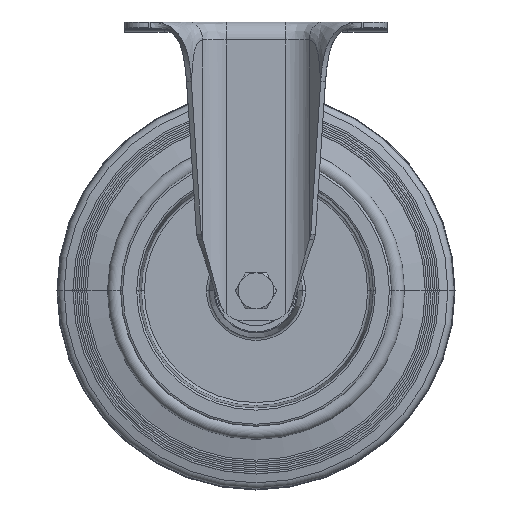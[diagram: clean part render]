
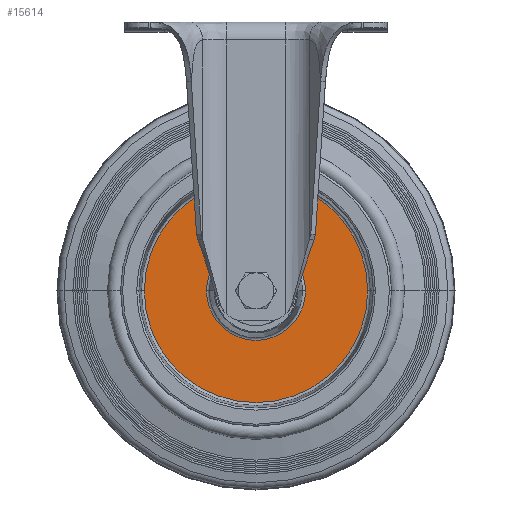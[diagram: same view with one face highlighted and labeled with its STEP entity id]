
A CAD part, top view. The second image highlights one B-rep face of the part: STEP entity #15614.
In plain terms, the highlighted planar face has unit normal (0, 0, 1).
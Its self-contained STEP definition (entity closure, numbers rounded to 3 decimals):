
#1332 = CARTESIAN_POINT ( 'NONE',  ( 0., -135., 4. ) ) ;
#1950 = VERTEX_POINT ( 'NONE', #3154 ) ;
#2181 = CIRCLE ( 'NONE', #22549, 56.108 ) ;
#2308 = CARTESIAN_POINT ( 'NONE',  ( 24.857, -135., 4. ) ) ;
#2448 = AXIS2_PLACEMENT_3D ( 'NONE', #3838, #5635, #12609 ) ;
#3154 = CARTESIAN_POINT ( 'NONE',  ( 56.108, -135., 4. ) ) ;
#3196 = FACE_BOUND ( 'NONE', #29253, .T. ) ;
#3838 = CARTESIAN_POINT ( 'NONE',  ( 0., -135., 4. ) ) ;
#5382 = EDGE_CURVE ( 'NONE', #18067, #21232, #26030, .T. ) ;
#5635 = DIRECTION ( 'NONE',  ( 0., 0., -1. ) ) ;
#5807 = CIRCLE ( 'NONE', #7716, 56.108 ) ;
#6296 = PLANE ( 'NONE',  #13973 ) ;
#6729 = CARTESIAN_POINT ( 'NONE',  ( -57.5, -135., 4. ) ) ;
#7533 = EDGE_CURVE ( 'NONE', #21232, #18067, #9079, .T. ) ;
#7716 = AXIS2_PLACEMENT_3D ( 'NONE', #1332, #15098, #28576 ) ;
#9079 = CIRCLE ( 'NONE', #2448, 24.857 ) ;
#12533 = CARTESIAN_POINT ( 'NONE',  ( -24.857, -135., 4. ) ) ;
#12609 = DIRECTION ( 'NONE',  ( -1., 0., 0. ) ) ;
#12925 = ORIENTED_EDGE ( 'NONE', *, *, #23145, .T. ) ;
#13270 = DIRECTION ( 'NONE',  ( 0., 0., -1. ) ) ;
#13414 = FACE_OUTER_BOUND ( 'NONE', #15292, .T. ) ;
#13973 = AXIS2_PLACEMENT_3D ( 'NONE', #6729, #13270, #26781 ) ;
#15098 = DIRECTION ( 'NONE',  ( 0., 0., 1. ) ) ;
#15292 = EDGE_LOOP ( 'NONE', ( #19379, #12925 ) ) ;
#15614 = ADVANCED_FACE ( 'NONE', ( #3196, #13414 ), #6296, .F. ) ;
#18067 = VERTEX_POINT ( 'NONE', #2308 ) ;
#18595 = DIRECTION ( 'NONE',  ( -1., 0., 0. ) ) ;
#18869 = DIRECTION ( 'NONE',  ( 0., 0., -1. ) ) ;
#18888 = CARTESIAN_POINT ( 'NONE',  ( 0., -135., 4. ) ) ;
#19379 = ORIENTED_EDGE ( 'NONE', *, *, #26768, .T. ) ;
#20070 = ORIENTED_EDGE ( 'NONE', *, *, #5382, .T. ) ;
#21232 = VERTEX_POINT ( 'NONE', #12533 ) ;
#22549 = AXIS2_PLACEMENT_3D ( 'NONE', #18888, #27797, #18595 ) ;
#23048 = CARTESIAN_POINT ( 'NONE',  ( 0., -135., 4. ) ) ;
#23145 = EDGE_CURVE ( 'NONE', #1950, #29184, #5807, .T. ) ;
#23805 = CARTESIAN_POINT ( 'NONE',  ( -56.108, -135., 4. ) ) ;
#24123 = AXIS2_PLACEMENT_3D ( 'NONE', #23048, #18869, #25552 ) ;
#25552 = DIRECTION ( 'NONE',  ( -1., 0., 0. ) ) ;
#26030 = CIRCLE ( 'NONE', #24123, 24.857 ) ;
#26768 = EDGE_CURVE ( 'NONE', #29184, #1950, #2181, .T. ) ;
#26781 = DIRECTION ( 'NONE',  ( -1., 0., 0. ) ) ;
#27489 = ORIENTED_EDGE ( 'NONE', *, *, #7533, .T. ) ;
#27797 = DIRECTION ( 'NONE',  ( 0., 0., 1. ) ) ;
#28576 = DIRECTION ( 'NONE',  ( -1., 0., 0. ) ) ;
#29184 = VERTEX_POINT ( 'NONE', #23805 ) ;
#29253 = EDGE_LOOP ( 'NONE', ( #27489, #20070 ) ) ;
